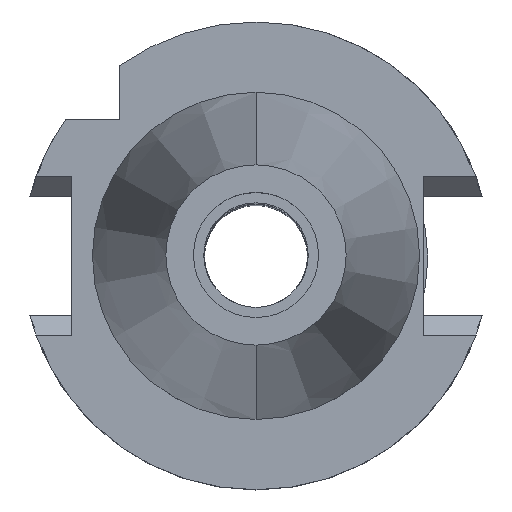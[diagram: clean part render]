
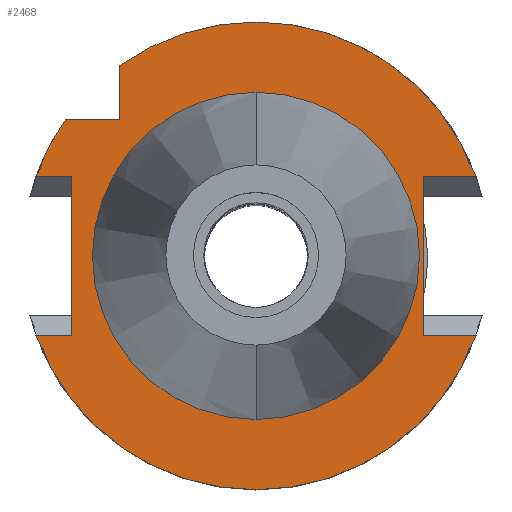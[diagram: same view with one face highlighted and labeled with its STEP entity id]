
A CAD part, top view. The second image highlights one B-rep face of the part: STEP entity #2468.
In plain terms, the highlighted planar face has unit normal (0, 0, 1).
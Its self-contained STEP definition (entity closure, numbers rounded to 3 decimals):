
#656=DIRECTION('',(0.,-1.,0.));
#657=VECTOR('',#656,7.334);
#658=CARTESIAN_POINT('',(-18.5,25.834,-1.));
#659=LINE('',#658,#657);
#701=DIRECTION('',(1.,0.,0.));
#702=VECTOR('',#701,7.201);
#703=CARTESIAN_POINT('',(22.7,10.75,-1.));
#704=LINE('',#703,#702);
#725=CARTESIAN_POINT('',(29.901,10.75,-1.));
#874=CARTESIAN_POINT('',(0.,0.,-1.));
#875=DIRECTION('',(0.,0.,-1.));
#876=DIRECTION('',(-0.582,0.813,0.));
#877=AXIS2_PLACEMENT_3D('',#874,#875,#876);
#882=CARTESIAN_POINT('',(0.,0.,-1.));
#883=DIRECTION('',(0.,0.,-1.));
#884=DIRECTION('',(0.,1.,0.));
#885=AXIS2_PLACEMENT_3D('',#882,#883,#884);
#890=DIRECTION('',(0.,-1.,0.));
#891=VECTOR('',#890,21.5);
#892=CARTESIAN_POINT('',(22.7,10.75,-1.));
#893=LINE('',#892,#891);
#897=DIRECTION('',(1.,0.,0.));
#898=VECTOR('',#897,7.201);
#899=CARTESIAN_POINT('',(22.7,-10.75,-1.));
#900=LINE('',#899,#898);
#904=CARTESIAN_POINT('',(0.,0.,-1.));
#905=DIRECTION('',(0.,0.,-1.));
#906=DIRECTION('',(0.941,-0.338,0.));
#907=AXIS2_PLACEMENT_3D('',#904,#905,#906);
#912=CARTESIAN_POINT('',(0.,0.,-1.));
#913=DIRECTION('',(0.,0.,-1.));
#914=DIRECTION('',(0.,-1.,0.));
#915=AXIS2_PLACEMENT_3D('',#912,#913,#914);
#920=DIRECTION('',(-1.,0.,0.));
#921=VECTOR('',#920,4.901);
#922=CARTESIAN_POINT('',(-25.,10.75,-1.));
#923=LINE('',#922,#921);
#927=CARTESIAN_POINT('',(0.,0.,-1.));
#928=DIRECTION('',(0.,0.,-1.));
#929=DIRECTION('',(-0.941,0.338,0.));
#930=AXIS2_PLACEMENT_3D('',#927,#928,#929);
#935=CARTESIAN_POINT('',(0.,0.,-1.));
#936=DIRECTION('',(0.,0.,1.));
#937=DIRECTION('',(0.,-1.,0.));
#938=AXIS2_PLACEMENT_3D('',#935,#936,#937);
#943=CARTESIAN_POINT('',(0.,0.,-1.));
#944=DIRECTION('',(0.,0.,1.));
#945=DIRECTION('',(0.,1.,0.));
#946=AXIS2_PLACEMENT_3D('',#943,#944,#945);
#954=CARTESIAN_POINT('',(-29.901,-10.75,-1.));
#988=DIRECTION('',(-1.,0.,0.));
#989=VECTOR('',#988,4.901);
#990=CARTESIAN_POINT('',(-25.,-10.75,-1.));
#991=LINE('',#990,#989);
#1026=DIRECTION('',(0.,-1.,0.));
#1027=VECTOR('',#1026,21.5);
#1028=CARTESIAN_POINT('',(-25.,10.75,-1.));
#1029=LINE('',#1028,#1027);
#1099=DIRECTION('',(-1.,0.,0.));
#1100=VECTOR('',#1099,7.334);
#1101=CARTESIAN_POINT('',(-18.5,18.5,-1.));
#1102=LINE('',#1101,#1100);
#1592=CARTESIAN_POINT('',(22.7,-10.75,-1.));
#1593=VERTEX_POINT('',#1592);
#1594=CARTESIAN_POINT('',(22.7,10.75,-1.));
#1595=VERTEX_POINT('',#1594);
#1632=CARTESIAN_POINT('',(-18.5,25.834,-1.));
#1633=VERTEX_POINT('',#1632);
#1634=CARTESIAN_POINT('',(-18.5,18.5,-1.));
#1635=VERTEX_POINT('',#1634);
#1665=CARTESIAN_POINT('',(-25.,10.75,-1.));
#1666=VERTEX_POINT('',#1665);
#1667=CARTESIAN_POINT('',(-25.,-10.75,-1.));
#1668=VERTEX_POINT('',#1667);
#1725=VERTEX_POINT('',#954);
#1726=CARTESIAN_POINT('',(0.,-31.775,-1.));
#1727=VERTEX_POINT('',#1726);
#1728=CARTESIAN_POINT('',(29.901,-10.75,-1.));
#1729=VERTEX_POINT('',#1728);
#1733=VERTEX_POINT('',#725);
#1734=CARTESIAN_POINT('',(0.,31.775,-1.));
#1735=VERTEX_POINT('',#1734);
#1736=CARTESIAN_POINT('',(-25.834,18.5,-1.));
#1737=VERTEX_POINT('',#1736);
#1738=CARTESIAN_POINT('',(-29.901,10.75,-1.));
#1739=VERTEX_POINT('',#1738);
#1740=CARTESIAN_POINT('',(0.,-22.225,-1.));
#1741=CARTESIAN_POINT('',(0.,22.225,-1.));
#1742=VERTEX_POINT('',#1740);
#1743=VERTEX_POINT('',#1741);
#2434=CARTESIAN_POINT('',(0.,0.,-1.));
#2435=DIRECTION('',(0.,0.,-1.));
#2436=DIRECTION('',(0.,-1.,0.));
#2437=AXIS2_PLACEMENT_3D('',#2434,#2435,#2436);
#2438=PLANE('',#2437);
#2439=ORIENTED_EDGE('',*,*,#2274,.F.);
#2440=ORIENTED_EDGE('',*,*,#2351,.T.);
#2441=ORIENTED_EDGE('',*,*,#2349,.T.);
#2442=ORIENTED_EDGE('',*,*,#2332,.F.);
#2443=ORIENTED_EDGE('',*,*,#2206,.T.);
#2445=ORIENTED_EDGE('',*,*,#2444,.T.);
#2447=ORIENTED_EDGE('',*,*,#2446,.T.);
#2449=ORIENTED_EDGE('',*,*,#2448,.T.);
#2451=ORIENTED_EDGE('',*,*,#2450,.F.);
#2453=ORIENTED_EDGE('',*,*,#2452,.F.);
#2455=ORIENTED_EDGE('',*,*,#2454,.T.);
#2457=ORIENTED_EDGE('',*,*,#2456,.T.);
#2459=ORIENTED_EDGE('',*,*,#2458,.F.);
#2460=EDGE_LOOP('',(#2439,#2440,#2441,#2442,#2443,#2445,#2447,#2449,#2451,#2453,
#2455,#2457,#2459));
#2461=FACE_OUTER_BOUND('',#2460,.F.);
#2463=ORIENTED_EDGE('',*,*,#2462,.T.);
#2465=ORIENTED_EDGE('',*,*,#2464,.T.);
#2466=EDGE_LOOP('',(#2463,#2465));
#2467=FACE_BOUND('',#2466,.F.);
#878=CIRCLE('',#877,31.775);
#886=CIRCLE('',#885,31.775);
#908=CIRCLE('',#907,31.775);
#916=CIRCLE('',#915,31.775);
#931=CIRCLE('',#930,31.775);
#939=CIRCLE('',#938,22.225);
#947=CIRCLE('',#946,22.225);
#2206=EDGE_CURVE('',#1595,#1593,#893,.T.);
#2274=EDGE_CURVE('',#1633,#1635,#659,.T.);
#2332=EDGE_CURVE('',#1595,#1733,#704,.T.);
#2349=EDGE_CURVE('',#1735,#1733,#886,.T.);
#2351=EDGE_CURVE('',#1633,#1735,#878,.T.);
#2444=EDGE_CURVE('',#1593,#1729,#900,.T.);
#2446=EDGE_CURVE('',#1729,#1727,#908,.T.);
#2448=EDGE_CURVE('',#1727,#1725,#916,.T.);
#2450=EDGE_CURVE('',#1668,#1725,#991,.T.);
#2452=EDGE_CURVE('',#1666,#1668,#1029,.T.);
#2454=EDGE_CURVE('',#1666,#1739,#923,.T.);
#2456=EDGE_CURVE('',#1739,#1737,#931,.T.);
#2458=EDGE_CURVE('',#1635,#1737,#1102,.T.);
#2462=EDGE_CURVE('',#1742,#1743,#939,.T.);
#2464=EDGE_CURVE('',#1743,#1742,#947,.T.);
#2468=ADVANCED_FACE('',(#2461,#2467),#2438,.F.);
